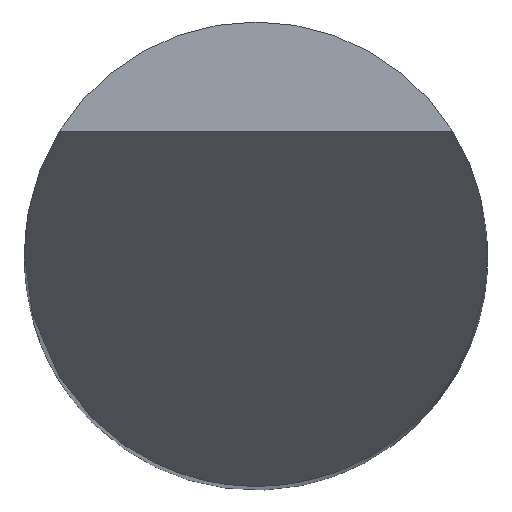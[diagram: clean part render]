
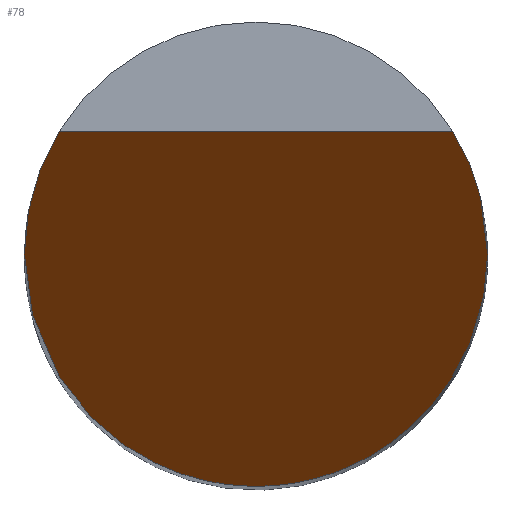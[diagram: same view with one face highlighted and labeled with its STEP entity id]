
A CAD part, top view. The second image highlights one B-rep face of the part: STEP entity #78.
In plain terms, the highlighted planar face has unit normal (0, -0.866, 0.5).
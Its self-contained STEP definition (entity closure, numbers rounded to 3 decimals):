
#50=PLANE('',#569);
#78=ADVANCED_FACE('',(#113),#50,.F.);
#113=FACE_OUTER_BOUND('',#141,.T.);
#141=EDGE_LOOP('',(#268,#269,#270,#271));
#178=LINE('',#906,#208);
#208=VECTOR('',#634,1.);
#268=ORIENTED_EDGE('',*,*,#421,.T.);
#269=ORIENTED_EDGE('',*,*,#433,.T.);
#270=ORIENTED_EDGE('',*,*,#423,.T.);
#271=ORIENTED_EDGE('',*,*,#451,.T.);
#373=VERTEX_POINT('',#775);
#374=VERTEX_POINT('',#780);
#375=VERTEX_POINT('',#782);
#376=VERTEX_POINT('',#787);
#421=EDGE_CURVE('',#374,#373,#511,.T.);
#423=EDGE_CURVE('',#376,#375,#512,.T.);
#433=EDGE_CURVE('',#373,#376,#516,.T.);
#451=EDGE_CURVE('',#375,#374,#178,.T.);
#511=(
BOUNDED_CURVE()
B_SPLINE_CURVE(3,(#776,#777,#778,#779),.UNSPECIFIED.,.F.,.F.)
B_SPLINE_CURVE_WITH_KNOTS((4,4),(0.,1.),.UNSPECIFIED.)
CURVE()
GEOMETRIC_REPRESENTATION_ITEM()
RATIONAL_B_SPLINE_CURVE((1.,0.974,0.974,1.))
REPRESENTATION_ITEM('')
);
#512=(
BOUNDED_CURVE()
B_SPLINE_CURVE(3,(#783,#784,#785,#786),.UNSPECIFIED.,.F.,.F.)
B_SPLINE_CURVE_WITH_KNOTS((4,4),(0.,1.),.UNSPECIFIED.)
CURVE()
GEOMETRIC_REPRESENTATION_ITEM()
RATIONAL_B_SPLINE_CURVE((1.,0.974,0.974,1.))
REPRESENTATION_ITEM('')
);
#516=(
BOUNDED_CURVE()
B_SPLINE_CURVE(3,(#839,#840,#841,#842),.UNSPECIFIED.,.F.,.F.)
B_SPLINE_CURVE_WITH_KNOTS((4,4),(0.,1.),.UNSPECIFIED.)
CURVE()
GEOMETRIC_REPRESENTATION_ITEM()
RATIONAL_B_SPLINE_CURVE((1.,0.333,0.333,1.))
REPRESENTATION_ITEM('')
);
#569=AXIS2_PLACEMENT_3D('',#908,#637,#638);
#634=DIRECTION('',(-1.,0.,0.));
#637=DIRECTION('',(0.,0.866,-0.5));
#638=DIRECTION('',(0.,0.5,0.866));
#775=CARTESIAN_POINT('',(-3.,0.,0.));
#776=CARTESIAN_POINT('',(-2.545,1.588,2.75));
#777=CARTESIAN_POINT('',(-2.844,1.108,1.92));
#778=CARTESIAN_POINT('',(-3.,0.565,0.979));
#779=CARTESIAN_POINT('',(-3.,0.,0.));
#780=CARTESIAN_POINT('',(-2.545,1.588,2.75));
#782=CARTESIAN_POINT('',(2.545,1.588,2.75));
#783=CARTESIAN_POINT('',(3.,0.,0.));
#784=CARTESIAN_POINT('',(3.,0.565,0.979));
#785=CARTESIAN_POINT('',(2.844,1.108,1.92));
#786=CARTESIAN_POINT('',(2.545,1.588,2.75));
#787=CARTESIAN_POINT('',(3.,0.,0.));
#839=CARTESIAN_POINT('',(-3.,0.,0.));
#840=CARTESIAN_POINT('',(-3.,-6.,-10.392));
#841=CARTESIAN_POINT('',(3.,-6.,-10.392));
#842=CARTESIAN_POINT('',(3.,0.,0.));
#906=CARTESIAN_POINT('',(0.,1.588,2.75));
#908=CARTESIAN_POINT('',(3.,-3.,-5.196));
